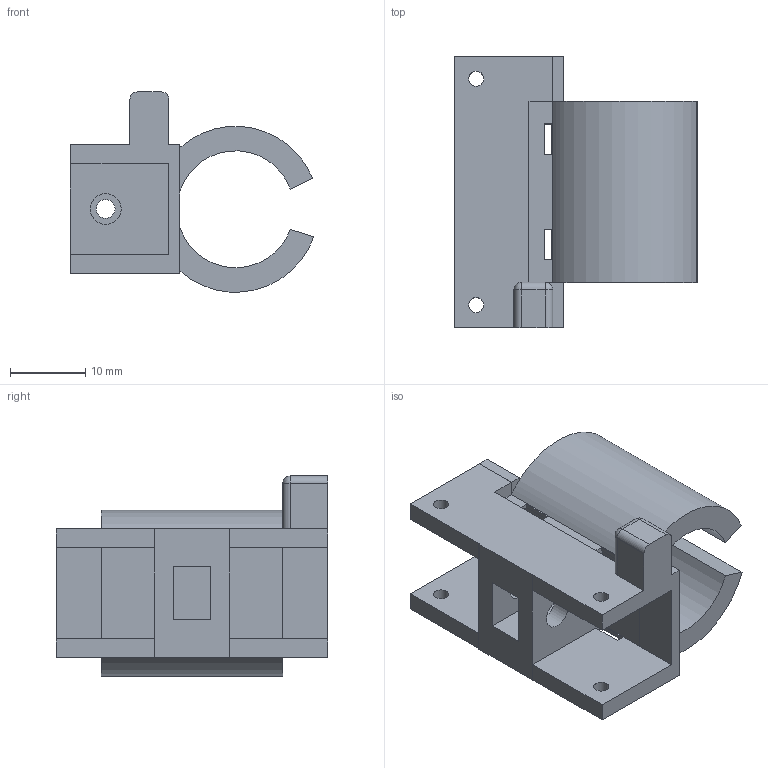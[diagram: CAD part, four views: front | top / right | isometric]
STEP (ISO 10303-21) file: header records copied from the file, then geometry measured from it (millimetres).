
FILE_DESCRIPTION(/* description */ (''),/* implementation_level */ '2;1');
FILE_NAME(/* name */ 'support axe X v4.step',/* time_stamp */ '2023-04-28T17:39:37+02:00',/* author */ (''),/* organization */ (''),/* preprocessor_version */ 'ST-DEVELOPER v19.2',/* originating_system */ 'Autodesk Translation Framework v12.4.0.73',/* authorisation */ '');
FILE_SCHEMA (('AUTOMOTIVE_DESIGN { 1 0 10303 214 3 1 1 }'));
Length unit declared in the file: millimetre
Products named in the file (1): support axe X
Bounding box: 32.3 x 36 x 26.51 mm (x, y, z)
Volume: 7187.8 mm3; surface area: 6175.8 mm2
Topology: 1 solids, 1 shells, 79 faces, 227 edges, 147 vertices
Faces by surface type: plane 63, cylinder 14, sphere 2
Full cylindrical faces by diameter (mm): 2 x4, 2.5 x1, 4.1 x1
Entity records: 2626 total; most frequent: ORIENTED_EDGE 454, CARTESIAN_POINT 454, DIRECTION 423, EDGE_CURVE 227, LINE 191, VECTOR 191, VERTEX_POINT 147, AXIS2_PLACEMENT_3D 116
